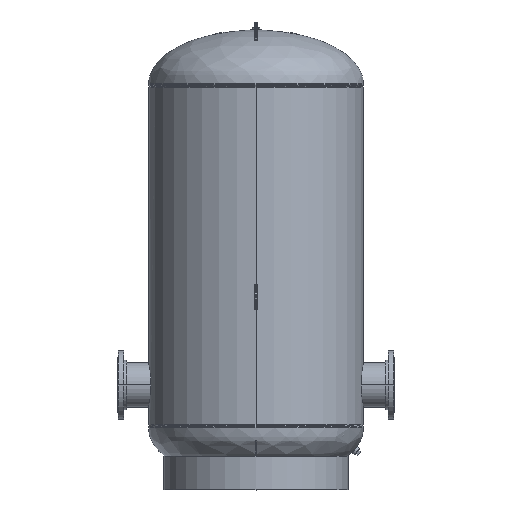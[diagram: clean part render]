
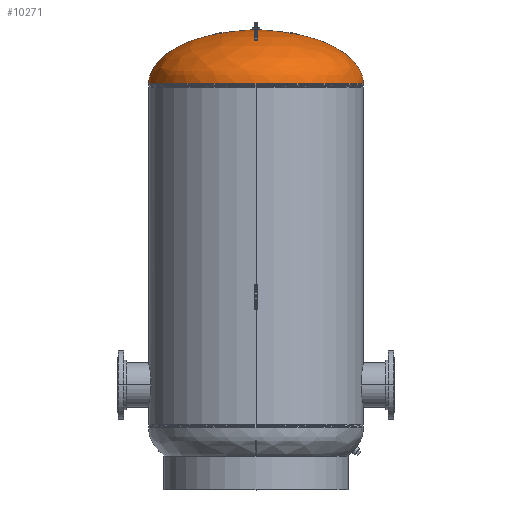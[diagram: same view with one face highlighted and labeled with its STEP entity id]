
A CAD part, top view. The second image highlights one B-rep face of the part: STEP entity #10271.
In plain terms, the highlighted free-form (B-spline) face has degree [3, 3] with [4, 4] control points.
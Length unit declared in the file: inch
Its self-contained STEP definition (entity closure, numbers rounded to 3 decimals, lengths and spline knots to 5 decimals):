
#39 = VERTEX_POINT ( 'NONE', #3378 ) ;
#63 = CARTESIAN_POINT ( 'NONE',  ( -0.625, 11.2453, 0. ) ) ;
#160 = VERTEX_POINT ( 'NONE', #3836 ) ;
#161 = CARTESIAN_POINT ( 'NONE',  ( 12.6328, 11.06474, 0. ) ) ;
#217 = VERTEX_POINT ( 'NONE', #12707 ) ;
#233 = CARTESIAN_POINT ( 'NONE',  ( -21., 0.6445, 42. ) ) ;
#298 = CARTESIAN_POINT ( 'NONE',  ( -0.625, 11.2453, 1.25 ) ) ;
#415 = CARTESIAN_POINT ( 'NONE',  ( -0.625, 11.2453, 0. ) ) ;
#558 = CARTESIAN_POINT ( 'NONE',  ( 12.6328, 11.06474, 0. ) ) ;
#622 = EDGE_CURVE ( 'NONE', #160, #4430, #5240, .T. ) ;
#715 = EDGE_CURVE ( 'NONE', #5341, #3935, #12527, .T. ) ;
#888 = DIRECTION ( 'NONE',  ( 0., 0., -1. ) ) ;
#1028 = ORIENTED_EDGE ( 'NONE', *, *, #7208, .F. ) ;
#1214 = CARTESIAN_POINT ( 'NONE',  ( 21., 0.6445, 0. ) ) ;
#1354 = CARTESIAN_POINT ( 'NONE',  ( -12.6328, 11.06474, 0. ) ) ;
#2330 = CARTESIAN_POINT ( 'NONE',  ( -21., 6.71141, 0. ) ) ;
#3243 = CARTESIAN_POINT ( 'NONE',  ( 12.6328, 11.06474, 25.2656 ) ) ;
#3302 = FACE_OUTER_BOUND ( 'NONE', #9754, .T. ) ;
#3378 = CARTESIAN_POINT ( 'NONE',  ( 0., 11.2453, 0.625 ) ) ;
#3434 = ORIENTED_EDGE ( 'NONE', *, *, #9782, .F. ) ;
#3536 =( BOUNDED_SURFACE ( )  B_SPLINE_SURFACE ( 3, 3, ( 
 ( #9427, #10224, #298, #415 ),
 ( #161, #3243, #6409, #1354 ),
 ( #7265, #4167, #5290, #2330 ),
 ( #1214, #5210, #233, #12330 ) ),
 .UNSPECIFIED., .F., .F., .F. ) 
 B_SPLINE_SURFACE_WITH_KNOTS ( ( 4, 4 ),
 ( 4, 4 ),
 ( 0., 1. ),
 ( 0., 1. ),
 .UNSPECIFIED. ) 
 GEOMETRIC_REPRESENTATION_ITEM ( )  RATIONAL_B_SPLINE_SURFACE ( (
 ( 1., 0.333, 0.333, 1.),
 ( 0.812, 0.271, 0.271, 0.812),
 ( 0.812, 0.271, 0.271, 0.812),
 ( 1., 0.333, 0.333, 1.) ) ) 
 REPRESENTATION_ITEM ( '' )  SURFACE ( )  );
#3652 = DIRECTION ( 'NONE',  ( 0., 0., -1. ) ) ;
#3836 = CARTESIAN_POINT ( 'NONE',  ( 21., 0.6445, 0. ) ) ;
#3900 = CARTESIAN_POINT ( 'NONE',  ( 0., 0.6445, 0. ) ) ;
#3935 = VERTEX_POINT ( 'NONE', #11542 ) ;
#4032 = CARTESIAN_POINT ( 'NONE',  ( 0., 0.6445, 0. ) ) ;
#4167 = CARTESIAN_POINT ( 'NONE',  ( 21., 6.71141, 42. ) ) ;
#4430 = VERTEX_POINT ( 'NONE', #8629 ) ;
#4707 = CARTESIAN_POINT ( 'NONE',  ( 0., 11.2453, 0. ) ) ;
#4823 = DIRECTION ( 'NONE',  ( 0., 1., 0. ) ) ;
#4946 = DIRECTION ( 'NONE',  ( 0., 0., -1. ) ) ;
#5210 = CARTESIAN_POINT ( 'NONE',  ( 21., 0.6445, 42. ) ) ;
#5240 = CIRCLE ( 'NONE', #9035, 21. ) ;
#5290 = CARTESIAN_POINT ( 'NONE',  ( -21., 6.71141, 42. ) ) ;
#5341 = VERTEX_POINT ( 'NONE', #63 ) ;
#5711 = AXIS2_PLACEMENT_3D ( 'NONE', #4707, #7729, #3652 ) ;
#6394 = CARTESIAN_POINT ( 'NONE',  ( -21., 0.6445, 0. ) ) ;
#6409 = CARTESIAN_POINT ( 'NONE',  ( -12.6328, 11.06474, 25.2656 ) ) ;
#6743 = EDGE_CURVE ( 'NONE', #217, #160, #8510, .T. ) ;
#6922 = CIRCLE ( 'NONE', #9646, 21. ) ;
#6931 = DIRECTION ( 'NONE',  ( 0., -1., 0. ) ) ;
#7208 = EDGE_CURVE ( 'NONE', #4430, #3935, #6922, .T. ) ;
#7265 = CARTESIAN_POINT ( 'NONE',  ( 21., 6.71141, 0. ) ) ;
#7276 = ORIENTED_EDGE ( 'NONE', *, *, #715, .T. ) ;
#7729 = DIRECTION ( 'NONE',  ( 0., 1., 0. ) ) ;
#8256 = CIRCLE ( 'NONE', #12028, 0.625 ) ;
#8510 =( BOUNDED_CURVE ( )  B_SPLINE_CURVE ( 3, ( #11666, #558, #11414, #9625 ),
 .UNSPECIFIED., .F., .T. ) 
 B_SPLINE_CURVE_WITH_KNOTS ( ( 4, 4 ),
 ( 1.60056, 3.14159 ),
 .UNSPECIFIED. ) 
 CURVE ( )  GEOMETRIC_REPRESENTATION_ITEM ( )  RATIONAL_B_SPLINE_CURVE ( ( 1., 0.812, 0.812, 1. ) ) 
 REPRESENTATION_ITEM ( '' )  );
#8629 = CARTESIAN_POINT ( 'NONE',  ( 0., 0.6445, 21. ) ) ;
#9035 = AXIS2_PLACEMENT_3D ( 'NONE', #4032, #11004, #11129 ) ;
#9427 = CARTESIAN_POINT ( 'NONE',  ( 0.625, 11.2453, 0. ) ) ;
#9625 = CARTESIAN_POINT ( 'NONE',  ( 21., 0.6445, 0. ) ) ;
#9646 = AXIS2_PLACEMENT_3D ( 'NONE', #3900, #6931, #4946 ) ;
#9700 = CIRCLE ( 'NONE', #5711, 0.625 ) ;
#9754 = EDGE_LOOP ( 'NONE', ( #3434, #7276, #1028, #12446, #12020, #10174 ) ) ;
#9782 = EDGE_CURVE ( 'NONE', #5341, #39, #9700, .T. ) ;
#10174 = ORIENTED_EDGE ( 'NONE', *, *, #11305, .F. ) ;
#10224 = CARTESIAN_POINT ( 'NONE',  ( 0.625, 11.2453, 1.25 ) ) ;
#10269 = CARTESIAN_POINT ( 'NONE',  ( -21., 6.71141, 0. ) ) ;
#10271 = ADVANCED_FACE ( 'NONE', ( #3302 ), #3536, .F. ) ;
#11004 = DIRECTION ( 'NONE',  ( 0., -1., 0. ) ) ;
#11129 = DIRECTION ( 'NONE',  ( 0., 0., -1. ) ) ;
#11258 = CARTESIAN_POINT ( 'NONE',  ( -0.625, 11.2453, 0. ) ) ;
#11305 = EDGE_CURVE ( 'NONE', #39, #217, #8256, .T. ) ;
#11414 = CARTESIAN_POINT ( 'NONE',  ( 21., 6.71141, 0. ) ) ;
#11542 = CARTESIAN_POINT ( 'NONE',  ( -21., 0.6445, 0. ) ) ;
#11666 = CARTESIAN_POINT ( 'NONE',  ( 0.625, 11.2453, 0. ) ) ;
#12020 = ORIENTED_EDGE ( 'NONE', *, *, #6743, .F. ) ;
#12028 = AXIS2_PLACEMENT_3D ( 'NONE', #12774, #4823, #888 ) ;
#12261 = CARTESIAN_POINT ( 'NONE',  ( -12.6328, 11.06474, 0. ) ) ;
#12330 = CARTESIAN_POINT ( 'NONE',  ( -21., 0.6445, 0. ) ) ;
#12446 = ORIENTED_EDGE ( 'NONE', *, *, #622, .F. ) ;
#12527 =( BOUNDED_CURVE ( )  B_SPLINE_CURVE ( 3, ( #11258, #12261, #10269, #6394 ),
 .UNSPECIFIED., .F., .F. ) 
 B_SPLINE_CURVE_WITH_KNOTS ( ( 4, 4 ),
 ( 1.60056, 3.14159 ),
 .UNSPECIFIED. ) 
 CURVE ( )  GEOMETRIC_REPRESENTATION_ITEM ( )  RATIONAL_B_SPLINE_CURVE ( ( 1., 0.812, 0.812, 1. ) ) 
 REPRESENTATION_ITEM ( '' )  );
#12707 = CARTESIAN_POINT ( 'NONE',  ( 0.625, 11.2453, 0. ) ) ;
#12774 = CARTESIAN_POINT ( 'NONE',  ( 0., 11.2453, 0. ) ) ;
